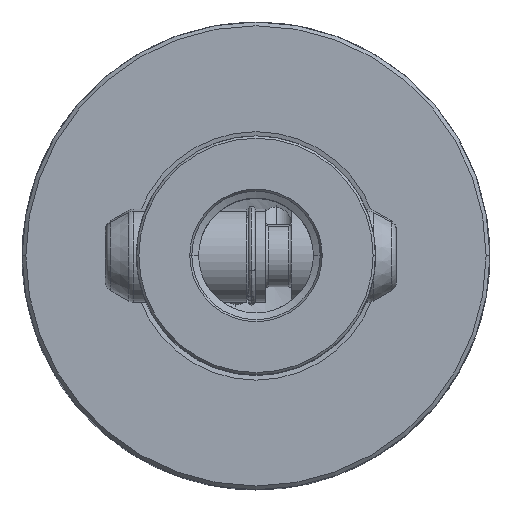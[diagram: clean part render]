
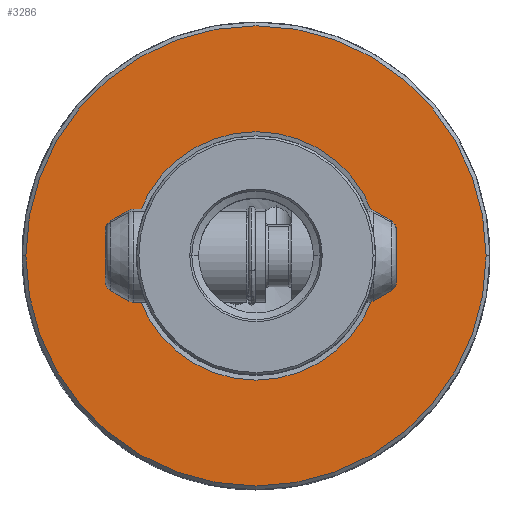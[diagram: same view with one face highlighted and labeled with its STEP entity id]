
A CAD part, top view. The second image highlights one B-rep face of the part: STEP entity #3286.
In plain terms, the highlighted planar face has unit normal (0, 0, 1).
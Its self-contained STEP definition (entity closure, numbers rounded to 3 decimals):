
#2174=EDGE_CURVE('NONE',#6066,#6096,#6273,.T.);
#2306=EDGE_CURVE('NONE',#2956,#3790,#6418,.T.);
#2956=VERTEX_POINT('NONE',#7149);
#3220=EDGE_CURVE('NONE',#3790,#2956,#7447,.T.);
#3286=ADVANCED_FACE('NONE',(#7520,#7521),#7522,.T.);
#3790=VERTEX_POINT('NONE',#8090);
#5656=EDGE_CURVE('NONE',#6096,#6066,#10191,.T.);
#6066=VERTEX_POINT('NONE',#10655);
#6096=VERTEX_POINT('NONE',#10690);
#6273=CIRCLE('',#10930,23.899);
#6418=CIRCLE('',#11139,44.275);
#7149=CARTESIAN_POINT('',(-44.275,0.,0.0));
#7447=CIRCLE('',#12552,44.275);
#7520=FACE_OUTER_BOUND('',#12676,.T.);
#7521=FACE_BOUND('',#12677,.T.);
#7522=PLANE('',#12678);
#8090=CARTESIAN_POINT('',(44.275,0.,0.0));
#10191=CIRCLE('',#17021,23.899);
#10655=CARTESIAN_POINT('',(23.899,0.,0.0));
#10690=CARTESIAN_POINT('',(-23.899,0.,0.0));
#10930=AXIS2_PLACEMENT_3D('',#17844,#17845,#17846);
#11139=AXIS2_PLACEMENT_3D('',#18017,#18018,#18019);
#12552=AXIS2_PLACEMENT_3D('',#19317,#19318,#19319);
#12676=EDGE_LOOP('',(#19413,#19414));
#12677=EDGE_LOOP('',(#19415,#19416));
#12678=AXIS2_PLACEMENT_3D('',#19417,#19418,#19419);
#17021=AXIS2_PLACEMENT_3D('',#22784,#22785,#22786);
#17844=CARTESIAN_POINT('',(0.0,0.0,0.0));
#17845=DIRECTION('',(0.0,-0.0,1.0));
#17846=DIRECTION('',(0.0,1.0,0.0));
#18017=CARTESIAN_POINT('',(0.0,0.0,0.0));
#18018=DIRECTION('',(0.0,-0.0,1.0));
#18019=DIRECTION('',(0.0,1.0,0.0));
#19317=CARTESIAN_POINT('',(0.0,0.0,0.0));
#19318=DIRECTION('',(0.0,-0.0,1.0));
#19319=DIRECTION('',(0.0,1.0,0.0));
#19413=ORIENTED_EDGE('',*,*,#2306,.T.);
#19414=ORIENTED_EDGE('',*,*,#3220,.T.);
#19415=ORIENTED_EDGE('',*,*,#2174,.F.);
#19416=ORIENTED_EDGE('',*,*,#5656,.F.);
#19417=CARTESIAN_POINT('',(-23.0,0.0,0.0));
#19418=DIRECTION('',(0.0,-0.0,1.0));
#19419=DIRECTION('',(0.0,1.0,0.0));
#22784=CARTESIAN_POINT('',(0.0,0.0,0.0));
#22785=DIRECTION('',(0.0,-0.0,1.0));
#22786=DIRECTION('',(0.0,1.0,0.0));
